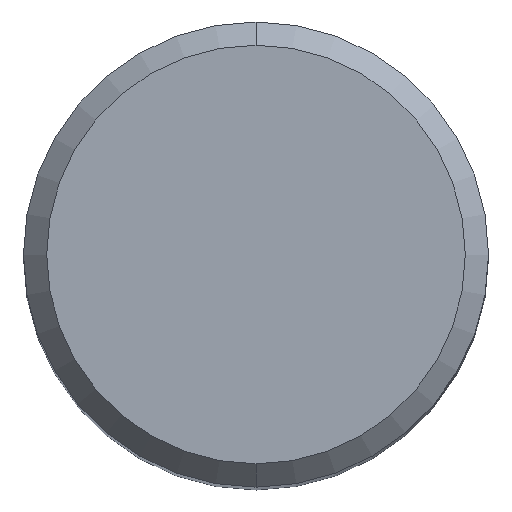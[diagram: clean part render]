
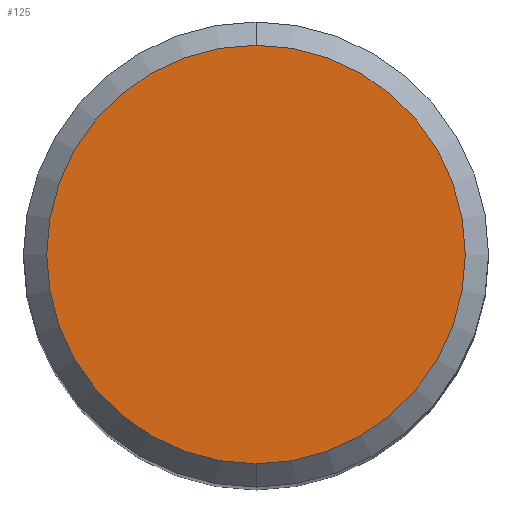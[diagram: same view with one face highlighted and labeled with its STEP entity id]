
A CAD part, top view. The second image highlights one B-rep face of the part: STEP entity #125.
In plain terms, the highlighted planar face has unit normal (0, 0, 1).
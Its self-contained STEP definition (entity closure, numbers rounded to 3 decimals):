
#125=ADVANCED_FACE('',(#328),#329,.T.);
#251=EDGE_CURVE('',#291,#295,#472,.T.);
#291=VERTEX_POINT('',#517);
#295=VERTEX_POINT('',#522);
#301=EDGE_CURVE('',#295,#291,#528,.T.);
#328=FACE_OUTER_BOUND('',#548,.T.);
#329=PLANE('',#549);
#472=CIRCLE('',#736,9.0);
#517=CARTESIAN_POINT('',(0.0,9.0,0.0));
#522=CARTESIAN_POINT('',(0.,-9.0,0.0));
#528=CIRCLE('',#808,9.0);
#548=EDGE_LOOP('',(#823,#824));
#549=AXIS2_PLACEMENT_3D('',#825,#826,#827);
#736=AXIS2_PLACEMENT_3D('',#1009,#1010,#1011);
#808=AXIS2_PLACEMENT_3D('',#1080,#1081,#1082);
#823=ORIENTED_EDGE('',*,*,#251,.F.);
#824=ORIENTED_EDGE('',*,*,#301,.F.);
#825=CARTESIAN_POINT('',(0.0,4.5,0.0));
#826=DIRECTION('',(-0.0,0.0,1.0));
#827=DIRECTION('',(0.0,-1.0,0.0));
#1009=CARTESIAN_POINT('',(0.0,0.0,0.0));
#1010=DIRECTION('',(0.0,0.0,-1.0));
#1011=DIRECTION('',(0.0,1.0,0.0));
#1080=CARTESIAN_POINT('',(0.0,0.0,0.0));
#1081=DIRECTION('',(0.0,0.0,-1.0));
#1082=DIRECTION('',(0.0,1.0,0.0));
